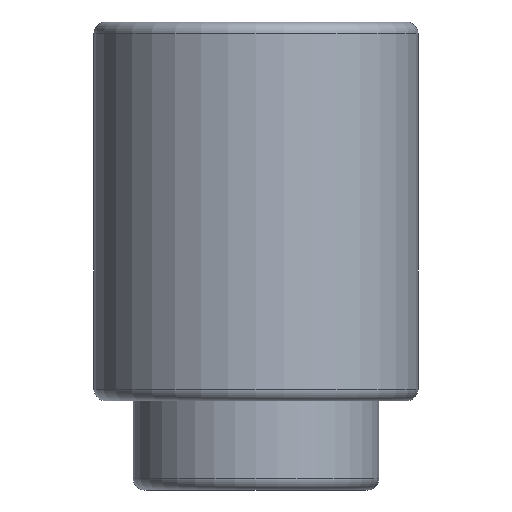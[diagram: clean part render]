
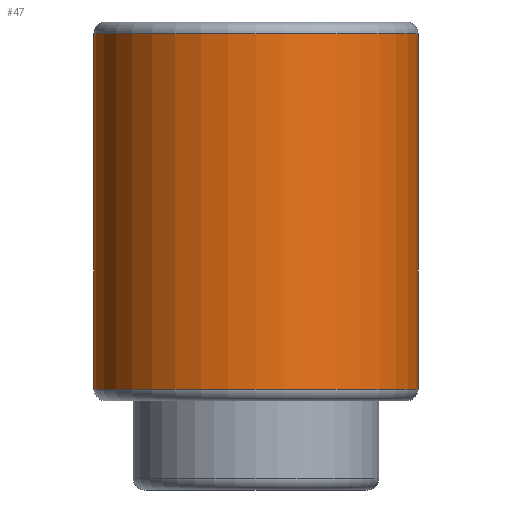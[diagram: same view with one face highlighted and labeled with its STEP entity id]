
A CAD part, front view. The second image highlights one B-rep face of the part: STEP entity #47.
In plain terms, the highlighted cylindrical face has radius 2.78 mm (diameter 5.56 mm), a full revolution.
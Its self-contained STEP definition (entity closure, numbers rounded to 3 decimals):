
#47=ADVANCED_FACE('',(#98,#99),#100,.T.);
#98=FACE_OUTER_BOUND('',#149,.T.);
#99=FACE_OUTER_BOUND('',#150,.T.);
#100=CYLINDRICAL_SURFACE('',#151,2.78);
#149=EDGE_LOOP('',(#206));
#150=EDGE_LOOP('',(#207));
#151=AXIS2_PLACEMENT_3D('',#208,#209,#210);
#206=ORIENTED_EDGE('',*,*,#249,.T.);
#207=ORIENTED_EDGE('',*,*,#247,.F.);
#208=CARTESIAN_POINT('',(0.,0.,0.));
#209=DIRECTION('',(0.0,0.,-1.0));
#210=DIRECTION('',(0.0,1.0,0.));
#247=EDGE_CURVE('',#275,#275,#276,.T.);
#249=EDGE_CURVE('',#278,#278,#279,.T.);
#275=VERTEX_POINT('',#308);
#276=CIRCLE('',#309,2.78);
#278=VERTEX_POINT('',#311);
#279=CIRCLE('',#312,2.78);
#308=CARTESIAN_POINT('',(0.,2.78,0.2));
#309=AXIS2_PLACEMENT_3D('',#341,#342,#343);
#311=CARTESIAN_POINT('',(0.,2.78,6.3));
#312=AXIS2_PLACEMENT_3D('',#344,#345,#346);
#341=CARTESIAN_POINT('',(0.,0.,0.2));
#342=DIRECTION('',(0.0,0.,-1.0));
#343=DIRECTION('',(0.0,1.0,0.));
#344=CARTESIAN_POINT('',(0.,0.,6.3));
#345=DIRECTION('',(0.0,0.,-1.0));
#346=DIRECTION('',(0.0,1.0,0.));
